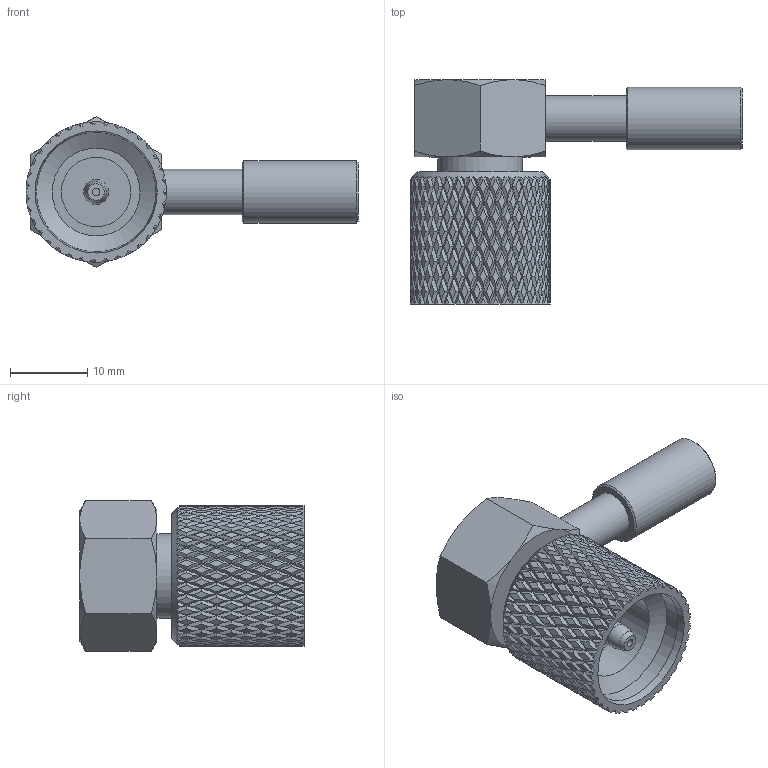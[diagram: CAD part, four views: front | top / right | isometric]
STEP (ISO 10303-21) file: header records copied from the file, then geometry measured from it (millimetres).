
FILE_DESCRIPTION (( 'STEP AP214' ), '1' );
FILE_NAME ('MET 1081.STEP', '2019-07-11T08:51:13', ( '' ), ( '' ), 'SwSTEP 2.0', 'SolidWorks 2014', '' );
FILE_SCHEMA (( 'AUTOMOTIVE_DESIGN' ));
Length unit declared in the file: millimetre
Products named in the file (3): CNOMO HOSE COLLAR; CNOMO HOSE 90 END FITTING; MET 1081
Assembly tree (2 placements, depth 2):
  MET 1081
    CNOMO HOSE 90 END FITTING
    CNOMO HOSE COLLAR
Bounding box: 43.08 x 29.1 x 19.57 mm (x, y, z)
Volume: 6356 mm3; surface area: 4466.4 mm2
Topology: 2 solids, 2 shells, 1683 faces, 3581 edges, 1917 vertices
Faces by surface type: bspline 1266, cylinder 366, plane 26, cone 23, torus 2
Full cylindrical faces by diameter (mm): 1 x2, 1.6 x1, 2 x1, 3.25 x1, 3.75 x1, 4 x1, 4.25 x1, 5.25 x1, 5.9 x1, 8.1 x1, 9 x1, 11 x1, 11.4 x1, 15.5 x2
Entity records: 86958 total; most frequent: CARTESIAN_POINT 65288, ORIENTED_EDGE 7100, EDGE_CURVE 3550, VERTEX_POINT 1915, EDGE_LOOP 1729, FACE_OUTER_BOUND 1701, ADVANCED_FACE 1683, B_SPLINE_CURVE_WITH_KNOTS 1477
